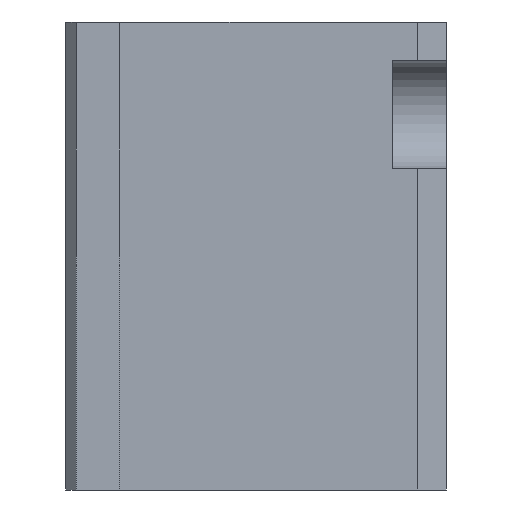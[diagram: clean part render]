
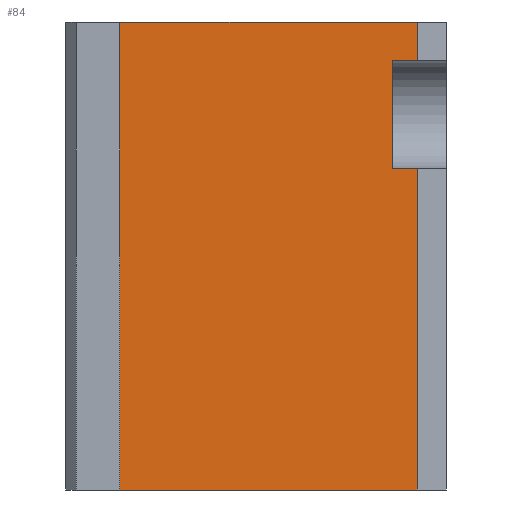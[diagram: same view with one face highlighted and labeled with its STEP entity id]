
A CAD part, left-side view. The second image highlights one B-rep face of the part: STEP entity #84.
In plain terms, the highlighted planar face has unit normal (-1, 0, 0).
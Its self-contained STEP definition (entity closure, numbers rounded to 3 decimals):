
#84 = ADVANCED_FACE( '', ( #193 ), #194, .F. );
#193 = FACE_OUTER_BOUND( '', #334, .T. );
#194 = PLANE( '', #335 );
#334 = EDGE_LOOP( '', ( #523, #524, #525, #526, #527, #528, #529, #530 ) );
#335 = AXIS2_PLACEMENT_3D( '', #531, #532, #533 );
#523 = ORIENTED_EDGE( '', *, *, #816, .F. );
#524 = ORIENTED_EDGE( '', *, *, #817, .F. );
#525 = ORIENTED_EDGE( '', *, *, #762, .F. );
#526 = ORIENTED_EDGE( '', *, *, #818, .T. );
#527 = ORIENTED_EDGE( '', *, *, #819, .T. );
#528 = ORIENTED_EDGE( '', *, *, #775, .F. );
#529 = ORIENTED_EDGE( '', *, *, #820, .F. );
#530 = ORIENTED_EDGE( '', *, *, #798, .T. );
#531 = CARTESIAN_POINT( '', ( -25.5, 30., 43. ) );
#532 = DIRECTION( '', ( 1., 0., 0. ) );
#533 = DIRECTION( '', ( 0., 0., -1. ) );
#762 = EDGE_CURVE( '', #890, #892, #893, .T. );
#775 = EDGE_CURVE( '', #914, #917, #918, .T. );
#798 = EDGE_CURVE( '', #950, #954, #956, .T. );
#816 = EDGE_CURVE( '', #986, #954, #987, .T. );
#817 = EDGE_CURVE( '', #892, #986, #988, .T. );
#818 = EDGE_CURVE( '', #890, #989, #990, .T. );
#819 = EDGE_CURVE( '', #989, #917, #991, .T. );
#820 = EDGE_CURVE( '', #950, #914, #992, .T. );
#890 = VERTEX_POINT( '', #1082 );
#892 = VERTEX_POINT( '', #1085 );
#893 = LINE( '', #1086, #1087 );
#914 = VERTEX_POINT( '', #1117 );
#917 = VERTEX_POINT( '', #1121 );
#918 = LINE( '', #1122, #1123 );
#950 = VERTEX_POINT( '', #1274 );
#954 = VERTEX_POINT( '', #1279 );
#956 = LINE( '', #1282, #1283 );
#986 = VERTEX_POINT( '', #1325 );
#987 = LINE( '', #1326, #1327 );
#988 = LINE( '', #1328, #1329 );
#989 = VERTEX_POINT( '', #1330 );
#990 = LINE( '', #1331, #1332 );
#991 = LINE( '', #1333, #1334 );
#992 = LINE( '', #1335, #1336 );
#1082 = CARTESIAN_POINT( '', ( -25.5, 30., 43. ) );
#1085 = CARTESIAN_POINT( '', ( -25.5, 2.7, 43. ) );
#1086 = CARTESIAN_POINT( '', ( -25.5, 30., 43. ) );
#1087 = VECTOR( '', #1447, 1000. );
#1117 = CARTESIAN_POINT( '', ( -25.5, 2.7, 29.5 ) );
#1121 = CARTESIAN_POINT( '', ( -25.5, 2.7, 0. ) );
#1122 = CARTESIAN_POINT( '', ( -25.5, 2.7, 43. ) );
#1123 = VECTOR( '', #1461, 1000. );
#1274 = CARTESIAN_POINT( '', ( -25.5, 5., 29.5 ) );
#1279 = CARTESIAN_POINT( '', ( -25.5, 5., 39.5 ) );
#1282 = CARTESIAN_POINT( '', ( -25.5, 5., 43. ) );
#1283 = VECTOR( '', #1490, 1000. );
#1325 = CARTESIAN_POINT( '', ( -25.5, 2.7, 39.5 ) );
#1326 = CARTESIAN_POINT( '', ( -25.5, 30., 39.5 ) );
#1327 = VECTOR( '', #1506, 1000. );
#1328 = CARTESIAN_POINT( '', ( -25.5, 2.7, 43. ) );
#1329 = VECTOR( '', #1507, 1000. );
#1330 = CARTESIAN_POINT( '', ( -25.5, 30., 0. ) );
#1331 = CARTESIAN_POINT( '', ( -25.5, 30., 43. ) );
#1332 = VECTOR( '', #1508, 1000. );
#1333 = CARTESIAN_POINT( '', ( -25.5, 30., 0. ) );
#1334 = VECTOR( '', #1509, 1000. );
#1335 = CARTESIAN_POINT( '', ( -25.5, 30., 29.5 ) );
#1336 = VECTOR( '', #1510, 1000. );
#1447 = DIRECTION( '', ( 0., -1., 0. ) );
#1461 = DIRECTION( '', ( 0., 0., -1. ) );
#1490 = DIRECTION( '', ( 0., 0., 1. ) );
#1506 = DIRECTION( '', ( 0., 1., 0. ) );
#1507 = DIRECTION( '', ( 0., 0., -1. ) );
#1508 = DIRECTION( '', ( 0., 0., -1. ) );
#1509 = DIRECTION( '', ( 0., -1., 0. ) );
#1510 = DIRECTION( '', ( 0., -1., 0. ) );
